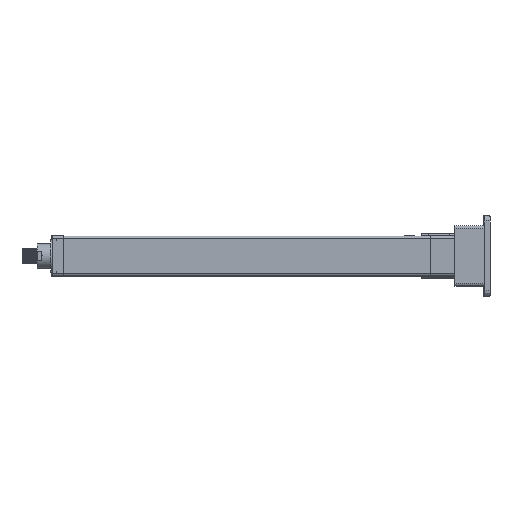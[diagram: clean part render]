
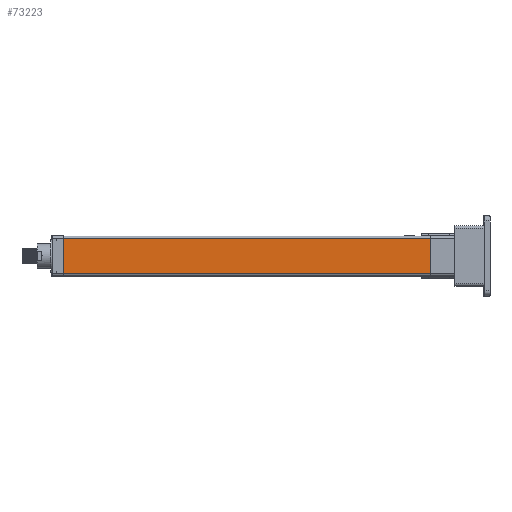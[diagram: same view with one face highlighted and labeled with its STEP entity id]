
A CAD part, left-side view. The second image highlights one B-rep face of the part: STEP entity #73223.
In plain terms, the highlighted face is planar.
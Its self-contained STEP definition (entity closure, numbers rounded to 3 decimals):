
#4094 = DIRECTION ( 'NONE',  ( 0., 0., -1. ) ) ;
#11645 = EDGE_CURVE ( 'NONE', #68611, #24655, #47529, .T. ) ;
#14300 = DIRECTION ( 'NONE',  ( -1., 0., 0. ) ) ;
#14416 = DIRECTION ( 'NONE',  ( 1., 0., 0. ) ) ;
#17185 = ORIENTED_EDGE ( 'NONE', *, *, #29352, .F. ) ;
#19659 = LINE ( 'NONE', #41331, #75931 ) ;
#24655 = VERTEX_POINT ( 'NONE', #39566 ) ;
#25277 = CARTESIAN_POINT ( 'NONE',  ( 35., -40., 735. ) ) ;
#26785 = CARTESIAN_POINT ( 'NONE',  ( -35., -40., 735. ) ) ;
#29352 = EDGE_CURVE ( 'NONE', #47608, #44860, #72419, .T. ) ;
#35406 = DIRECTION ( 'NONE',  ( 1., 0., 0. ) ) ;
#37502 = EDGE_CURVE ( 'NONE', #68611, #47608, #67959, .T. ) ;
#37861 = VECTOR ( 'NONE', #85834, 1000. ) ;
#38325 = EDGE_LOOP ( 'NONE', ( #91887, #17185, #52820, #91185 ) ) ;
#39566 = CARTESIAN_POINT ( 'NONE',  ( -35., -40., 0. ) ) ;
#41331 = CARTESIAN_POINT ( 'NONE',  ( 35., -40., 0. ) ) ;
#44303 = PLANE ( 'NONE',  #92047 ) ;
#44860 = VERTEX_POINT ( 'NONE', #72601 ) ;
#47529 = LINE ( 'NONE', #93665, #37861 ) ;
#47608 = VERTEX_POINT ( 'NONE', #25277 ) ;
#52820 = ORIENTED_EDGE ( 'NONE', *, *, #37502, .F. ) ;
#57540 = FACE_OUTER_BOUND ( 'NONE', #38325, .T. ) ;
#58034 = DIRECTION ( 'NONE',  ( 0., 1., 0. ) ) ;
#59556 = VECTOR ( 'NONE', #4094, 1000. ) ;
#67959 = LINE ( 'NONE', #90089, #71923 ) ;
#68611 = VERTEX_POINT ( 'NONE', #26785 ) ;
#70610 = EDGE_CURVE ( 'NONE', #24655, #44860, #19659, .T. ) ;
#71923 = VECTOR ( 'NONE', #14416, 1000. ) ;
#72419 = LINE ( 'NONE', #88142, #59556 ) ;
#72601 = CARTESIAN_POINT ( 'NONE',  ( 35., -40., 0. ) ) ;
#73223 = ADVANCED_FACE ( 'NONE', ( #57540 ), #44303, .F. ) ;
#75931 = VECTOR ( 'NONE', #35406, 1000. ) ;
#85834 = DIRECTION ( 'NONE',  ( 0., 0., -1. ) ) ;
#88142 = CARTESIAN_POINT ( 'NONE',  ( 35., -40., 735. ) ) ;
#90089 = CARTESIAN_POINT ( 'NONE',  ( 35., -40., 735. ) ) ;
#91185 = ORIENTED_EDGE ( 'NONE', *, *, #11645, .T. ) ;
#91887 = ORIENTED_EDGE ( 'NONE', *, *, #70610, .T. ) ;
#92047 = AXIS2_PLACEMENT_3D ( 'NONE', #96401, #58034, #14300 ) ;
#93665 = CARTESIAN_POINT ( 'NONE',  ( -35., -40., 735. ) ) ;
#96401 = CARTESIAN_POINT ( 'NONE',  ( 35., -40., 735. ) ) ;
